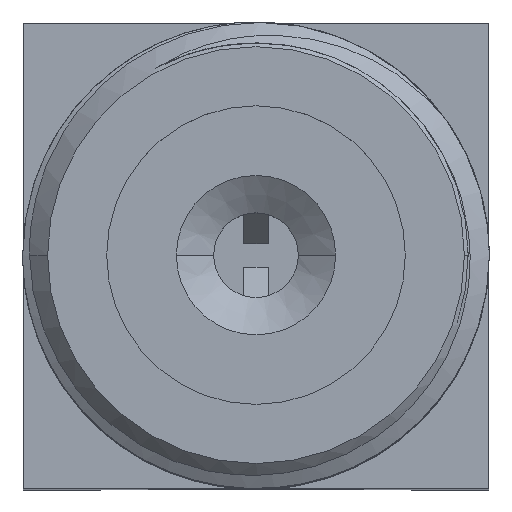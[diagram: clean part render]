
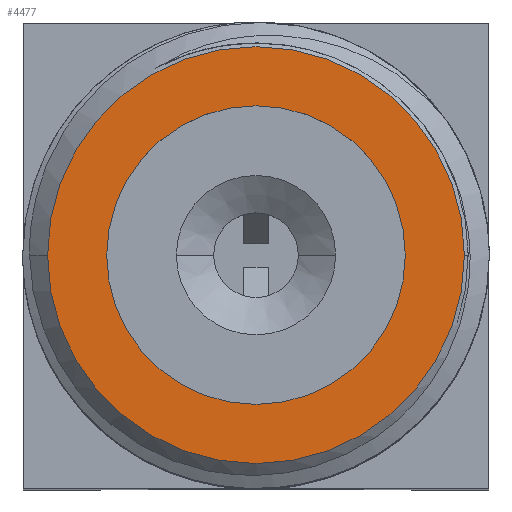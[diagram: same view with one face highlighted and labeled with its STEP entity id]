
A CAD part, top view. The second image highlights one B-rep face of the part: STEP entity #4477.
In plain terms, the highlighted planar face has unit normal (0, 0, 1).
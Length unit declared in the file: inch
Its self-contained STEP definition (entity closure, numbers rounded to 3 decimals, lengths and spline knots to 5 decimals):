
#86 = DIRECTION ( 'NONE',  ( 0., 0., 1. ) ) ;
#157 = EDGE_LOOP ( 'NONE', ( #2844, #6152 ) ) ;
#637 = FACE_OUTER_BOUND ( 'NONE', #950, .T. ) ;
#668 = AXIS2_PLACEMENT_3D ( 'NONE', #6473, #5841, #3764 ) ;
#674 = CARTESIAN_POINT ( 'NONE',  ( 0., 0., 0.4625 ) ) ;
#719 = VERTEX_POINT ( 'NONE', #7007 ) ;
#792 = CIRCLE ( 'NONE', #4750, 0.1675 ) ;
#875 = VERTEX_POINT ( 'NONE', #1492 ) ;
#950 = EDGE_LOOP ( 'NONE', ( #6122, #4486 ) ) ;
#1492 = CARTESIAN_POINT ( 'NONE',  ( 0.1675, 0., 0.4625 ) ) ;
#1645 = CARTESIAN_POINT ( 'NONE',  ( -0.1675, 0., 0.4625 ) ) ;
#1710 = EDGE_CURVE ( 'NONE', #719, #5174, #4318, .T. ) ;
#1853 = CARTESIAN_POINT ( 'NONE',  ( 0., 0., 0.4625 ) ) ;
#1917 = CIRCLE ( 'NONE', #5888, 0.12 ) ;
#1933 = AXIS2_PLACEMENT_3D ( 'NONE', #4217, #6528, #2671 ) ;
#1985 = CARTESIAN_POINT ( 'NONE',  ( -0.12, 0., 0.4625 ) ) ;
#2161 = VERTEX_POINT ( 'NONE', #1645 ) ;
#2191 = CARTESIAN_POINT ( 'NONE',  ( 0., 0., 0.4625 ) ) ;
#2224 = DIRECTION ( 'NONE',  ( 1., 0., 0. ) ) ;
#2671 = DIRECTION ( 'NONE',  ( 1., 0., 0. ) ) ;
#2844 = ORIENTED_EDGE ( 'NONE', *, *, #1710, .F. ) ;
#3317 = PLANE ( 'NONE',  #6115 ) ;
#3764 = DIRECTION ( 'NONE',  ( 1., 0., 0. ) ) ;
#4217 = CARTESIAN_POINT ( 'NONE',  ( 0., 0., 0.4625 ) ) ;
#4318 = CIRCLE ( 'NONE', #1933, 0.12 ) ;
#4477 = ADVANCED_FACE ( 'NONE', ( #6067, #637 ), #3317, .T. ) ;
#4486 = ORIENTED_EDGE ( 'NONE', *, *, #6264, .T. ) ;
#4532 = EDGE_CURVE ( 'NONE', #5174, #719, #1917, .T. ) ;
#4648 = DIRECTION ( 'NONE',  ( 0., 0., 1. ) ) ;
#4750 = AXIS2_PLACEMENT_3D ( 'NONE', #1853, #4648, #5762 ) ;
#5174 = VERTEX_POINT ( 'NONE', #1985 ) ;
#5542 = EDGE_CURVE ( 'NONE', #2161, #875, #792, .T. ) ;
#5762 = DIRECTION ( 'NONE',  ( 1., 0., 0. ) ) ;
#5841 = DIRECTION ( 'NONE',  ( 0., 0., 1. ) ) ;
#5888 = AXIS2_PLACEMENT_3D ( 'NONE', #674, #86, #6563 ) ;
#6067 = FACE_BOUND ( 'NONE', #157, .T. ) ;
#6103 = DIRECTION ( 'NONE',  ( 0., 0., 1. ) ) ;
#6115 = AXIS2_PLACEMENT_3D ( 'NONE', #2191, #6103, #2224 ) ;
#6122 = ORIENTED_EDGE ( 'NONE', *, *, #5542, .T. ) ;
#6152 = ORIENTED_EDGE ( 'NONE', *, *, #4532, .F. ) ;
#6264 = EDGE_CURVE ( 'NONE', #875, #2161, #6565, .T. ) ;
#6473 = CARTESIAN_POINT ( 'NONE',  ( 0., 0., 0.4625 ) ) ;
#6528 = DIRECTION ( 'NONE',  ( 0., 0., 1. ) ) ;
#6563 = DIRECTION ( 'NONE',  ( 1., 0., 0. ) ) ;
#6565 = CIRCLE ( 'NONE', #668, 0.1675 ) ;
#7007 = CARTESIAN_POINT ( 'NONE',  ( 0.12, 0., 0.4625 ) ) ;
